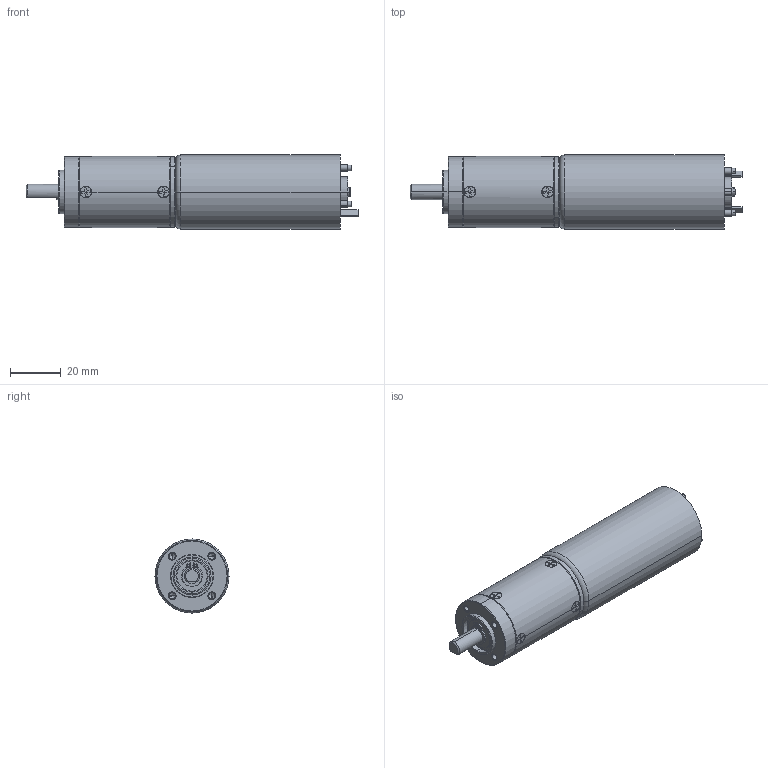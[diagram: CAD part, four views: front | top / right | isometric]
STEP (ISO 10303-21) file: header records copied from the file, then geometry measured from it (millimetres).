
FILE_DESCRIPTION((''),'2;1');
FILE_NAME('DM-28PM2965-20240708_ASM','2024-07-15T',('86157'),(''),'PRO/ENGINEER BY PARAMETRIC TECHNOLOGY CORPORATION, 2010280','PRO/ENGINEER BY PARAMETRIC TECHNOLOGY CORPORATION, 2010280','');
FILE_SCHEMA(('CONFIG_CONTROL_DESIGN'));
Length unit declared in the file: millimetre
Products named in the file (16): 28RP-001_4; 696ZZ_1; 28RP-000-01_ASM_1_ASM; 28RP-008-DIAN_1; 28RP-004-ZHOU_2; 36RP-005_1; 28RP-000-2-ZHOU_ASM_1_ASM; 28RP-002-3B_8; DM024P530001_1; 28RP-000-3_ASM_2_ASM; DM028P430001_5; MOTOR-2965_8; 28RP-000-5_ASM_6_ASM; DM028P350002_1; 28RP-000-000_ASM_25_ASM; DM-28PM2965-20240708_ASM
Assembly tree (26 placements, depth 5):
  DM-28PM2965-20240708_ASM
    28RP-000-000_ASM_25_ASM
      28RP-000-3_ASM_2_ASM
        28RP-000-01_ASM_1_ASM
          28RP-001_4
          696ZZ_1  x2
        28RP-008-DIAN_1  x2
        28RP-000-2-ZHOU_ASM_1_ASM
          28RP-004-ZHOU_2
          36RP-005_1  x3
        28RP-002-3B_8
        DM024P530001_1
      28RP-000-5_ASM_6_ASM
        DM028P430001_5
        MOTOR-2965_8
      DM028P350002_1  x8
Bounding box: 130.9 x 29.2 x 29.2 mm (x, y, z)
Volume: 60768.6 mm3; surface area: 26381.7 mm2
Topology: 21 solids, 37 shells, 1039 faces, 2808 edges, 1833 vertices
Faces by surface type: cylinder 552, cone 177, plane 170, extrusion 92, torus 48
Entity records: 29424 total; most frequent: CARTESIAN_POINT 9332, ORIENTED_EDGE 4332, DIRECTION 3776, EDGE_CURVE 2202, VERTEX_POINT 1471, AXIS2_PLACEMENT_3D 1463, EDGE_LOOP 878, VECTOR 850
